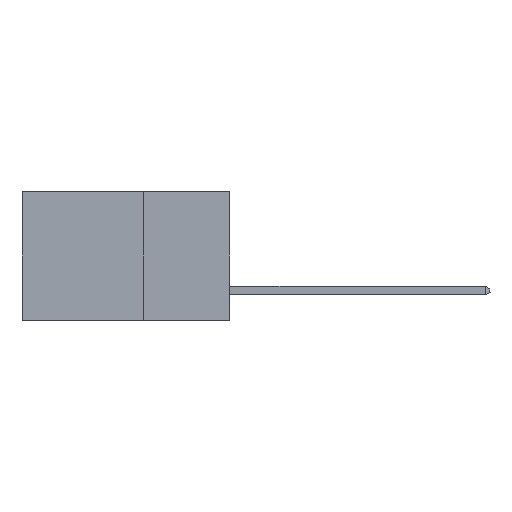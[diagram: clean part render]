
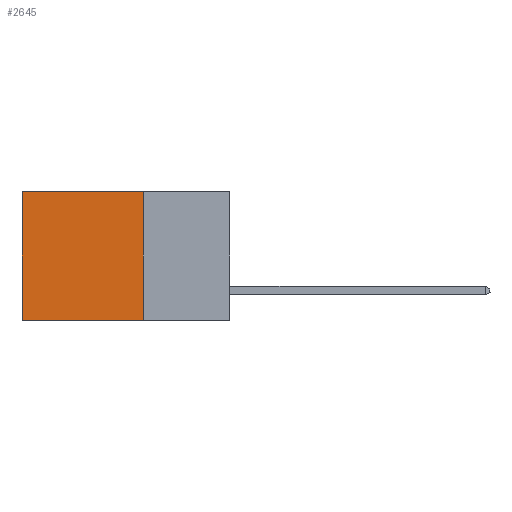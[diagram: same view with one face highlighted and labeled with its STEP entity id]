
A CAD part, left-side view. The second image highlights one B-rep face of the part: STEP entity #2645.
In plain terms, the highlighted planar face has unit normal (-1, 0, 0).
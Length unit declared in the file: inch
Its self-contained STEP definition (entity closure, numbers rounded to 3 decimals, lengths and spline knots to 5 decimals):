
#229 = AXIS2_PLACEMENT_3D ( 'NONE', #16495, #24785, #1578 ) ;
#974 = CARTESIAN_POINT ( 'NONE',  ( 0.298, 0.6, 0. ) ) ;
#1082 = CARTESIAN_POINT ( 'NONE',  ( 0.298, 0.25, -0.37 ) ) ;
#1578 = DIRECTION ( 'NONE',  ( 0., 0., -1. ) ) ;
#2202 = LINE ( 'NONE', #26050, #25914 ) ;
#2645 = ADVANCED_FACE ( 'NONE', ( #13495 ), #8018, .F. ) ;
#2877 = CARTESIAN_POINT ( 'NONE',  ( 0.298, 0.6, -0.37 ) ) ;
#3197 = DIRECTION ( 'NONE',  ( 0., 1., 0. ) ) ;
#6004 = VERTEX_POINT ( 'NONE', #2877 ) ;
#8018 = PLANE ( 'NONE',  #229 ) ;
#8193 = VERTEX_POINT ( 'NONE', #15577 ) ;
#8485 = LINE ( 'NONE', #16745, #21998 ) ;
#8612 = EDGE_CURVE ( 'NONE', #10394, #6004, #26421, .T. ) ;
#10394 = VERTEX_POINT ( 'NONE', #1082 ) ;
#10602 = VERTEX_POINT ( 'NONE', #974 ) ;
#13495 = FACE_OUTER_BOUND ( 'NONE', #22711, .T. ) ;
#14105 = CARTESIAN_POINT ( 'NONE',  ( 0.298, 0.25, 0. ) ) ;
#15577 = CARTESIAN_POINT ( 'NONE',  ( 0.298, 0.25, 0. ) ) ;
#16302 = EDGE_CURVE ( 'NONE', #10602, #6004, #8485, .T. ) ;
#16453 = DIRECTION ( 'NONE',  ( 0., 0., -1. ) ) ;
#16495 = CARTESIAN_POINT ( 'NONE',  ( 0.298, 0.25, 0. ) ) ;
#16745 = CARTESIAN_POINT ( 'NONE',  ( 0.298, 0.6, 0. ) ) ;
#16914 = VECTOR ( 'NONE', #26635, 39.37008 ) ;
#17711 = DIRECTION ( 'NONE',  ( 0., 1., 0. ) ) ;
#19524 = VECTOR ( 'NONE', #3197, 39.37008 ) ;
#20579 = EDGE_CURVE ( 'NONE', #8193, #10602, #2202, .T. ) ;
#21998 = VECTOR ( 'NONE', #16453, 39.37008 ) ;
#22257 = CARTESIAN_POINT ( 'NONE',  ( 0.298, 0.25, -0.37 ) ) ;
#22711 = EDGE_LOOP ( 'NONE', ( #26556, #25071, #23581, #23465 ) ) ;
#23465 = ORIENTED_EDGE ( 'NONE', *, *, #20579, .T. ) ;
#23581 = ORIENTED_EDGE ( 'NONE', *, *, #24430, .F. ) ;
#24430 = EDGE_CURVE ( 'NONE', #8193, #10394, #24489, .T. ) ;
#24489 = LINE ( 'NONE', #14105, #16914 ) ;
#24785 = DIRECTION ( 'NONE',  ( 1., 0., 0. ) ) ;
#25071 = ORIENTED_EDGE ( 'NONE', *, *, #8612, .F. ) ;
#25914 = VECTOR ( 'NONE', #17711, 39.37008 ) ;
#26050 = CARTESIAN_POINT ( 'NONE',  ( 0.298, 0.25, 0. ) ) ;
#26421 = LINE ( 'NONE', #22257, #19524 ) ;
#26556 = ORIENTED_EDGE ( 'NONE', *, *, #16302, .T. ) ;
#26635 = DIRECTION ( 'NONE',  ( 0., 0., -1. ) ) ;
